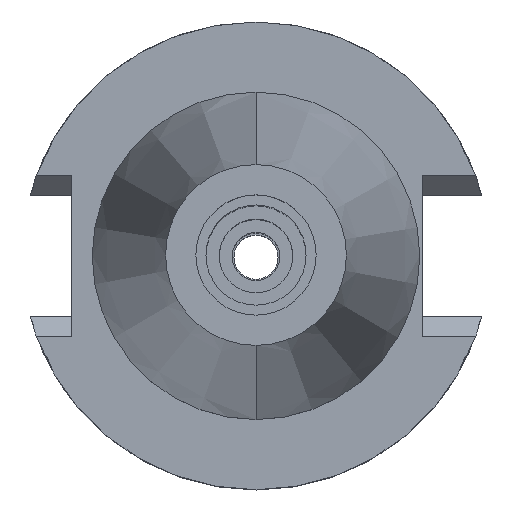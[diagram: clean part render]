
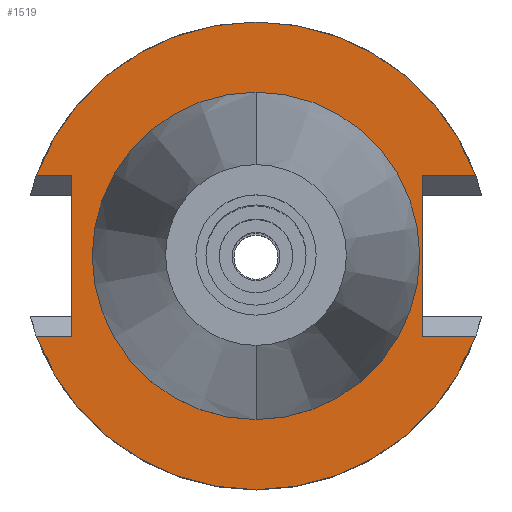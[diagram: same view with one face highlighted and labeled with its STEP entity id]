
A CAD part, top view. The second image highlights one B-rep face of the part: STEP entity #1519.
In plain terms, the highlighted planar face has unit normal (0, 0, 1).
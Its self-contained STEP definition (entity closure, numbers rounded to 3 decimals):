
#94=DIRECTION('',(0.,-1.,0.));
#95=VECTOR('',#94,21.78);
#96=CARTESIAN_POINT('',(22.57,10.89,-1.));
#97=LINE('',#96,#95);
#101=DIRECTION('',(1.,0.,0.));
#102=VECTOR('',#101,7.254);
#103=CARTESIAN_POINT('',(22.57,-10.89,-1.));
#104=LINE('',#103,#102);
#108=CARTESIAN_POINT('',(0.,0.,-1.));
#109=DIRECTION('',(0.,0.,-1.));
#110=DIRECTION('',(0.939,-0.343,0.));
#111=AXIS2_PLACEMENT_3D('',#108,#109,#110);
#116=CARTESIAN_POINT('',(0.,0.,-1.));
#117=DIRECTION('',(0.,0.,-1.));
#118=DIRECTION('',(0.,-1.,0.));
#119=AXIS2_PLACEMENT_3D('',#116,#117,#118);
#124=DIRECTION('',(-1.,0.,0.));
#125=VECTOR('',#124,4.844);
#126=CARTESIAN_POINT('',(-24.98,10.89,-1.));
#127=LINE('',#126,#125);
#131=CARTESIAN_POINT('',(0.,0.,-1.));
#132=DIRECTION('',(0.,0.,-1.));
#133=DIRECTION('',(-0.939,0.343,0.));
#134=AXIS2_PLACEMENT_3D('',#131,#132,#133);
#139=CARTESIAN_POINT('',(0.,0.,-1.));
#140=DIRECTION('',(0.,0.,-1.));
#141=DIRECTION('',(0.,1.,0.));
#142=AXIS2_PLACEMENT_3D('',#139,#140,#141);
#147=CARTESIAN_POINT('',(0.,0.,-1.));
#148=DIRECTION('',(0.,0.,1.));
#149=DIRECTION('',(0.,-1.,0.));
#150=AXIS2_PLACEMENT_3D('',#147,#148,#149);
#155=CARTESIAN_POINT('',(0.,0.,-1.));
#156=DIRECTION('',(0.,0.,1.));
#157=DIRECTION('',(0.,1.,0.));
#158=AXIS2_PLACEMENT_3D('',#155,#156,#157);
#291=DIRECTION('',(1.,0.,0.));
#292=VECTOR('',#291,7.254);
#293=CARTESIAN_POINT('',(22.57,10.89,-1.));
#294=LINE('',#293,#292);
#308=CARTESIAN_POINT('',(29.824,10.89,-1.));
#335=DIRECTION('',(0.,-1.,0.));
#336=VECTOR('',#335,21.78);
#337=CARTESIAN_POINT('',(-24.98,10.89,-1.));
#338=LINE('',#337,#336);
#561=DIRECTION('',(-1.,0.,0.));
#562=VECTOR('',#561,4.844);
#563=CARTESIAN_POINT('',(-24.98,-10.89,-1.));
#564=LINE('',#563,#562);
#575=CARTESIAN_POINT('',(29.824,-10.89,-1.));
#600=CARTESIAN_POINT('',(-29.824,-10.89,-1.));
#1302=CARTESIAN_POINT('',(22.57,-10.89,-1.));
#1303=VERTEX_POINT('',#1302);
#1304=CARTESIAN_POINT('',(22.57,10.89,-1.));
#1305=VERTEX_POINT('',#1304);
#1345=CARTESIAN_POINT('',(-24.98,10.89,-1.));
#1346=VERTEX_POINT('',#1345);
#1347=CARTESIAN_POINT('',(-24.98,-10.89,-1.));
#1348=VERTEX_POINT('',#1347);
#1391=VERTEX_POINT('',#575);
#1392=VERTEX_POINT('',#600);
#1393=CARTESIAN_POINT('',(0.,-31.75,-1.));
#1394=VERTEX_POINT('',#1393);
#1397=VERTEX_POINT('',#308);
#1398=CARTESIAN_POINT('',(0.,31.75,-1.));
#1399=VERTEX_POINT('',#1398);
#1400=CARTESIAN_POINT('',(-29.824,10.89,-1.));
#1401=VERTEX_POINT('',#1400);
#1402=CARTESIAN_POINT('',(0.,-22.225,-1.));
#1403=CARTESIAN_POINT('',(0.,22.225,-1.));
#1404=VERTEX_POINT('',#1402);
#1405=VERTEX_POINT('',#1403);
#1488=CARTESIAN_POINT('',(0.,0.,-1.));
#1489=DIRECTION('',(0.,0.,-1.));
#1490=DIRECTION('',(0.,-1.,0.));
#1491=AXIS2_PLACEMENT_3D('',#1488,#1489,#1490);
#1492=PLANE('',#1491);
#1494=ORIENTED_EDGE('',*,*,#1493,.T.);
#1496=ORIENTED_EDGE('',*,*,#1495,.T.);
#1498=ORIENTED_EDGE('',*,*,#1497,.T.);
#1500=ORIENTED_EDGE('',*,*,#1499,.T.);
#1502=ORIENTED_EDGE('',*,*,#1501,.F.);
#1504=ORIENTED_EDGE('',*,*,#1503,.F.);
#1506=ORIENTED_EDGE('',*,*,#1505,.T.);
#1508=ORIENTED_EDGE('',*,*,#1507,.T.);
#1510=ORIENTED_EDGE('',*,*,#1509,.T.);
#1512=ORIENTED_EDGE('',*,*,#1511,.F.);
#1513=EDGE_LOOP('',(#1494,#1496,#1498,#1500,#1502,#1504,#1506,#1508,#1510,
#1512));
#1514=FACE_OUTER_BOUND('',#1513,.F.);
#1515=ORIENTED_EDGE('',*,*,#1467,.T.);
#1516=ORIENTED_EDGE('',*,*,#1483,.T.);
#1517=EDGE_LOOP('',(#1515,#1516));
#1518=FACE_BOUND('',#1517,.F.);
#112=CIRCLE('',#111,31.75);
#120=CIRCLE('',#119,31.75);
#135=CIRCLE('',#134,31.75);
#143=CIRCLE('',#142,31.75);
#151=CIRCLE('',#150,22.225);
#159=CIRCLE('',#158,22.225);
#1467=EDGE_CURVE('',#1404,#1405,#151,.T.);
#1483=EDGE_CURVE('',#1405,#1404,#159,.T.);
#1493=EDGE_CURVE('',#1305,#1303,#97,.T.);
#1495=EDGE_CURVE('',#1303,#1391,#104,.T.);
#1497=EDGE_CURVE('',#1391,#1394,#112,.T.);
#1499=EDGE_CURVE('',#1394,#1392,#120,.T.);
#1501=EDGE_CURVE('',#1348,#1392,#564,.T.);
#1503=EDGE_CURVE('',#1346,#1348,#338,.T.);
#1505=EDGE_CURVE('',#1346,#1401,#127,.T.);
#1507=EDGE_CURVE('',#1401,#1399,#135,.T.);
#1509=EDGE_CURVE('',#1399,#1397,#143,.T.);
#1511=EDGE_CURVE('',#1305,#1397,#294,.T.);
#1519=ADVANCED_FACE('',(#1514,#1518),#1492,.F.);
